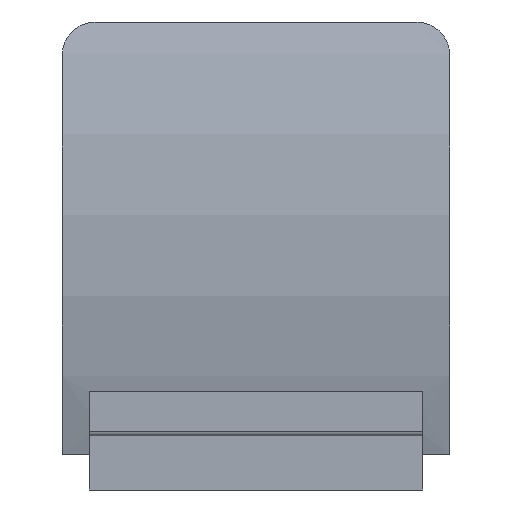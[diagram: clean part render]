
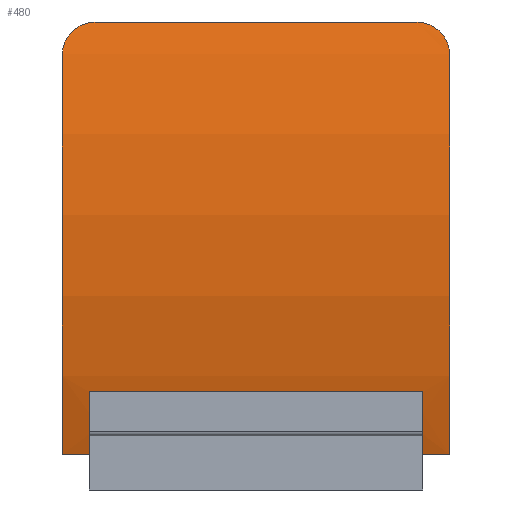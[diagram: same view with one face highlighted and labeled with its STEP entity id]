
A CAD part, left-side view. The second image highlights one B-rep face of the part: STEP entity #480.
In plain terms, the highlighted cylindrical face has radius 32.144 mm (diameter 64.288 mm), a partial arc.
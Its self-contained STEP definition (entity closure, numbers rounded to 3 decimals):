
#23=B_SPLINE_CURVE_WITH_KNOTS('',3,(#745,#746,#747,#748,#749,#750,#751,
#752,#753,#754),.UNSPECIFIED.,.F.,.F.,(4,2,2,2,4),(0.,0.061,
0.123,0.185,0.247),.UNSPECIFIED.);
#26=B_SPLINE_CURVE_WITH_KNOTS('',3,(#839,#840,#841,#842,#843,#844,#845,
#846,#847,#848,#849,#850),.UNSPECIFIED.,.F.,.F.,(4,2,2,2,2,4),(0.,0.06,
0.12,0.181,0.214,0.246),
 .UNSPECIFIED.);
#72=FACE_OUTER_BOUND('',#101,.T.);
#101=EDGE_LOOP('',(#424,#425,#426,#427,#428,#429,#430,#431,#432,#433));
#122=LINE('',#897,#167);
#124=LINE('',#927,#169);
#127=LINE('',#932,#172);
#148=LINE('',#985,#193);
#167=VECTOR('',#582,10.);
#169=VECTOR('',#592,10.);
#172=VECTOR('',#595,10.);
#193=VECTOR('',#654,10.);
#199=CIRCLE('',#506,32.144);
#204=CIRCLE('',#514,32.144);
#206=CIRCLE('',#519,32.144);
#210=CIRCLE('',#529,32.144);
#221=VERTEX_POINT('',#696);
#222=VERTEX_POINT('',#698);
#226=VERTEX_POINT('',#743);
#227=VERTEX_POINT('',#744);
#232=VERTEX_POINT('',#837);
#233=VERTEX_POINT('',#838);
#235=VERTEX_POINT('',#901);
#237=VERTEX_POINT('',#916);
#239=VERTEX_POINT('',#930);
#249=VERTEX_POINT('',#966);
#265=EDGE_CURVE('',#221,#222,#199,.T.);
#270=EDGE_CURVE('',#226,#227,#23,.T.);
#277=EDGE_CURVE('',#232,#233,#26,.T.);
#280=EDGE_CURVE('',#232,#227,#122,.T.);
#283=EDGE_CURVE('',#235,#226,#204,.T.);
#286=EDGE_CURVE('',#237,#221,#124,.T.);
#289=EDGE_CURVE('',#239,#235,#127,.T.);
#291=EDGE_CURVE('',#233,#237,#206,.T.);
#307=EDGE_CURVE('',#249,#239,#210,.T.);
#316=EDGE_CURVE('',#222,#249,#148,.T.);
#424=ORIENTED_EDGE('',*,*,#277,.F.);
#425=ORIENTED_EDGE('',*,*,#280,.T.);
#426=ORIENTED_EDGE('',*,*,#270,.F.);
#427=ORIENTED_EDGE('',*,*,#283,.F.);
#428=ORIENTED_EDGE('',*,*,#289,.F.);
#429=ORIENTED_EDGE('',*,*,#307,.F.);
#430=ORIENTED_EDGE('',*,*,#316,.F.);
#431=ORIENTED_EDGE('',*,*,#265,.F.);
#432=ORIENTED_EDGE('',*,*,#286,.F.);
#433=ORIENTED_EDGE('',*,*,#291,.F.);
#458=CYLINDRICAL_SURFACE('',#534,32.144);
#480=ADVANCED_FACE('',(#72),#458,.T.);
#506=AXIS2_PLACEMENT_3D('',#699,#565,#566);
#514=AXIS2_PLACEMENT_3D('',#912,#587,#588);
#519=AXIS2_PLACEMENT_3D('',#936,#602,#603);
#529=AXIS2_PLACEMENT_3D('',#968,#634,#635);
#534=AXIS2_PLACEMENT_3D('',#984,#652,#653);
#565=DIRECTION('center_axis',(0.,1.,0.));
#566=DIRECTION('ref_axis',(-0.939,0.,-0.343));
#582=DIRECTION('',(0.,1.,0.));
#587=DIRECTION('center_axis',(0.,1.,0.));
#588=DIRECTION('ref_axis',(-0.939,0.,-0.343));
#592=DIRECTION('',(0.,1.,0.));
#595=DIRECTION('',(0.,1.,0.));
#602=DIRECTION('center_axis',(0.,-1.,0.));
#603=DIRECTION('ref_axis',(-0.939,0.,-0.343));
#634=DIRECTION('center_axis',(0.,-1.,0.));
#635=DIRECTION('ref_axis',(-0.939,0.,-0.343));
#652=DIRECTION('center_axis',(0.,1.,0.));
#653=DIRECTION('ref_axis',(-0.939,0.,-0.343));
#654=DIRECTION('',(0.,1.,0.));
#696=CARTESIAN_POINT('',(13.426,0.,10.07));
#698=CARTESIAN_POINT('',(12.625,0.,12.967));
#699=CARTESIAN_POINT('Origin',(43.975,0.,20.07));
#743=CARTESIAN_POINT('',(12.975,16.65,28.57));
#744=CARTESIAN_POINT('',(13.426,15.086,30.07));
#745=CARTESIAN_POINT('Ctrl Pts',(12.975,16.65,28.57));
#746=CARTESIAN_POINT('Ctrl Pts',(13.029,16.65,28.767));
#747=CARTESIAN_POINT('Ctrl Pts',(13.084,16.61,28.962));
#748=CARTESIAN_POINT('Ctrl Pts',(13.192,16.453,29.326));
#749=CARTESIAN_POINT('Ctrl Pts',(13.242,16.338,29.492));
#750=CARTESIAN_POINT('Ctrl Pts',(13.329,16.046,29.771));
#751=CARTESIAN_POINT('Ctrl Pts',(13.365,15.873,29.882));
#752=CARTESIAN_POINT('Ctrl Pts',(13.413,15.493,30.031));
#753=CARTESIAN_POINT('Ctrl Pts',(13.426,15.29,30.07));
#754=CARTESIAN_POINT('Ctrl Pts',(13.426,15.086,30.07));
#837=CARTESIAN_POINT('',(13.426,0.314,30.07));
#838=CARTESIAN_POINT('',(12.975,-1.25,28.57));
#839=CARTESIAN_POINT('Ctrl Pts',(13.426,0.314,30.07));
#840=CARTESIAN_POINT('Ctrl Pts',(13.426,0.115,30.07));
#841=CARTESIAN_POINT('Ctrl Pts',(13.414,-0.082,30.034));
#842=CARTESIAN_POINT('Ctrl Pts',(13.368,-0.453,29.891));
#843=CARTESIAN_POINT('Ctrl Pts',(13.334,-0.624,29.786));
#844=CARTESIAN_POINT('Ctrl Pts',(13.25,-0.915,29.519));
#845=CARTESIAN_POINT('Ctrl Pts',(13.201,-1.032,29.358));
#846=CARTESIAN_POINT('Ctrl Pts',(13.121,-1.159,29.085));
#847=CARTESIAN_POINT('Ctrl Pts',(13.091,-1.193,28.984));
#848=CARTESIAN_POINT('Ctrl Pts',(13.033,-1.239,28.779));
#849=CARTESIAN_POINT('Ctrl Pts',(13.004,-1.25,28.675));
#850=CARTESIAN_POINT('Ctrl Pts',(12.975,-1.25,28.57));
#897=CARTESIAN_POINT('',(13.426,0.,30.07));
#901=CARTESIAN_POINT('',(13.426,16.65,10.07));
#912=CARTESIAN_POINT('Origin',(43.975,16.65,20.07));
#916=CARTESIAN_POINT('',(13.426,-1.25,10.07));
#927=CARTESIAN_POINT('',(13.426,0.,10.07));
#930=CARTESIAN_POINT('',(13.426,15.4,10.07));
#932=CARTESIAN_POINT('',(13.426,0.,10.07));
#936=CARTESIAN_POINT('Origin',(43.975,-1.25,20.07));
#966=CARTESIAN_POINT('',(12.625,15.4,12.967));
#968=CARTESIAN_POINT('Origin',(43.975,15.4,20.07));
#984=CARTESIAN_POINT('Origin',(43.975,0.,20.07));
#985=CARTESIAN_POINT('',(12.625,0.,12.967));
